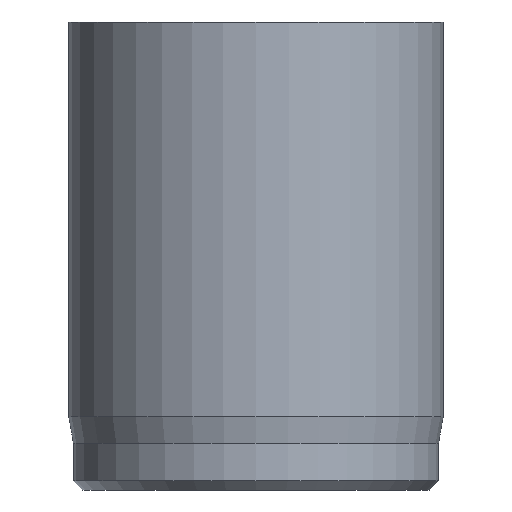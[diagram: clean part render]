
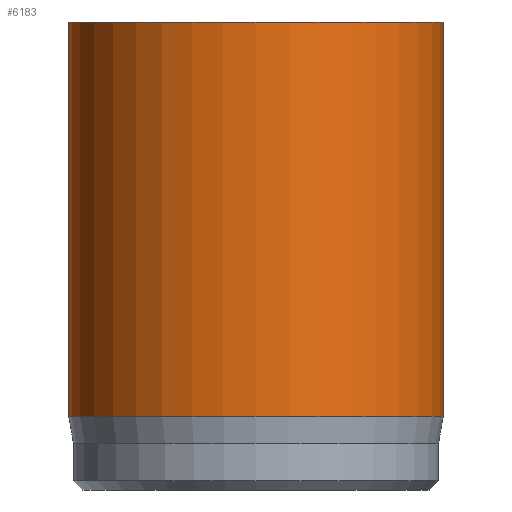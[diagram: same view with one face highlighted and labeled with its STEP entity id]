
A CAD part, front view. The second image highlights one B-rep face of the part: STEP entity #6183.
In plain terms, the highlighted cylindrical face has radius 4 mm (diameter 8 mm), a full revolution.
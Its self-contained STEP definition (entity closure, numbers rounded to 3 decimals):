
#31=CYLINDRICAL_SURFACE('',#6412,4.);
#45=CIRCLE('',#6385,4.);
#57=CIRCLE('',#6410,4.);
#58=CIRCLE('',#6411,4.);
#502=FACE_OUTER_BOUND('',#865,.T.);
#865=EDGE_LOOP('',(#5390,#5391,#5392,#5393,#5394));
#1328=LINE('',#11262,#1807);
#1807=VECTOR('',#7099,4.);
#2805=VERTEX_POINT('',#11213);
#2817=VERTEX_POINT('',#11256);
#2818=VERTEX_POINT('',#11257);
#3673=EDGE_CURVE('',#2805,#2805,#45,.T.);
#3691=EDGE_CURVE('',#2817,#2818,#57,.T.);
#3692=EDGE_CURVE('',#2818,#2817,#58,.T.);
#3694=EDGE_CURVE('',#2805,#2817,#1328,.T.);
#5390=ORIENTED_EDGE('',*,*,#3673,.T.);
#5391=ORIENTED_EDGE('',*,*,#3694,.T.);
#5392=ORIENTED_EDGE('',*,*,#3691,.T.);
#5393=ORIENTED_EDGE('',*,*,#3692,.T.);
#5394=ORIENTED_EDGE('',*,*,#3694,.F.);
#6183=ADVANCED_FACE('',(#502),#31,.T.);
#6385=AXIS2_PLACEMENT_3D('',#11214,#7036,#7037);
#6410=AXIS2_PLACEMENT_3D('',#11258,#7092,#7093);
#6411=AXIS2_PLACEMENT_3D('',#11259,#7094,#7095);
#6412=AXIS2_PLACEMENT_3D('',#11261,#7097,#7098);
#7036=DIRECTION('center_axis',(0.,0.,-1.));
#7037=DIRECTION('ref_axis',(-1.,0.,0.));
#7092=DIRECTION('center_axis',(0.,0.,1.));
#7093=DIRECTION('ref_axis',(-1.,0.,0.));
#7094=DIRECTION('center_axis',(0.,0.,1.));
#7095=DIRECTION('ref_axis',(-1.,0.,0.));
#7097=DIRECTION('center_axis',(0.,0.,1.));
#7098=DIRECTION('ref_axis',(-1.,0.,0.));
#7099=DIRECTION('',(0.,0.,-1.));
#11213=CARTESIAN_POINT('',(4.,0.,10.));
#11214=CARTESIAN_POINT('Origin',(0.,0.,10.));
#11256=CARTESIAN_POINT('',(4.,0.,1.567));
#11257=CARTESIAN_POINT('',(-4.,0.,1.567));
#11258=CARTESIAN_POINT('Origin',(0.,0.,1.567));
#11259=CARTESIAN_POINT('Origin',(0.,0.,1.567));
#11261=CARTESIAN_POINT('Origin',(0.,0.,0.));
#11262=CARTESIAN_POINT('',(4.,0.,0.));
